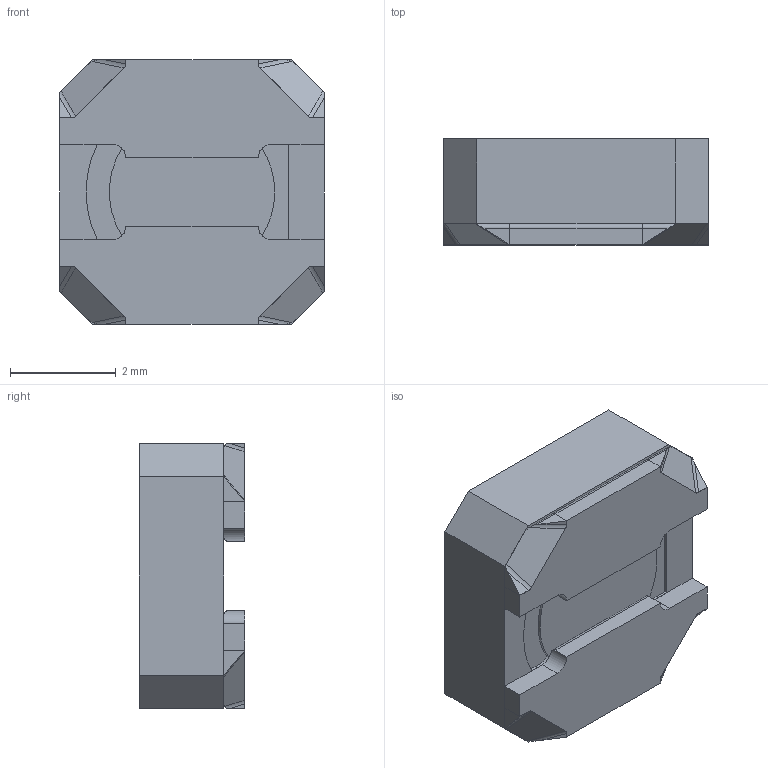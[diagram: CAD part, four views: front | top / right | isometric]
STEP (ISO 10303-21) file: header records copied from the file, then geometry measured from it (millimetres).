
FILE_DESCRIPTION (( 'STEP AP214' ), '1' );
FILE_NAME ('VLCF5020T-100MR87.STEP', '2022-09-27T14:08:20', ( '' ), ( '' ), 'SwSTEP 2.0', 'SolidWorks 2017', '' );
FILE_SCHEMA (( 'AUTOMOTIVE_DESIGN' ));
Length unit declared in the file: millimetre
Products named in the file (1): VLCF5020T-100MR87
Bounding box: 5 x 2 x 5 mm (x, y, z)
Volume: 44.5 mm3; surface area: 127.1 mm2
Topology: 8 solids, 8 shells, 136 faces, 331 edges, 216 vertices
Faces by surface type: plane 98, cylinder 38
Entity records: 4088 total; most frequent: CARTESIAN_POINT 828, ORIENTED_EDGE 662, DIRECTION 625, EDGE_CURVE 331, VECTOR 247, LINE 247, VERTEX_POINT 216, AXIS2_PLACEMENT_3D 189
